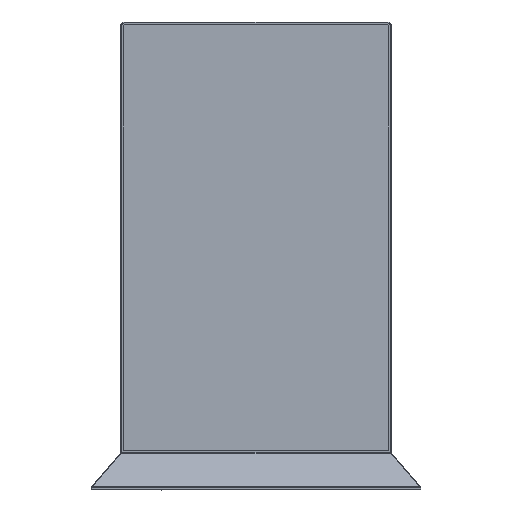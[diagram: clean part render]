
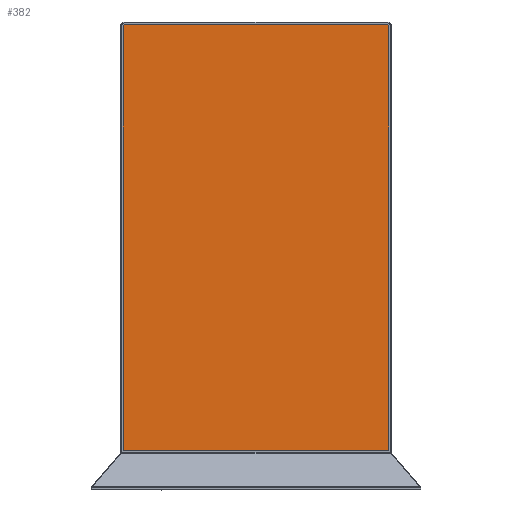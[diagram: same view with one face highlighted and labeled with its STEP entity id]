
A CAD part, top view. The second image highlights one B-rep face of the part: STEP entity #382.
In plain terms, the highlighted planar face has unit normal (0, 0, 1).
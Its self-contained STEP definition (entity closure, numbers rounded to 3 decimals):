
#115=CIRCLE('',#2153,1.197);
#116=CIRCLE('',#2154,1.197);
#117=CIRCLE('',#2155,1.197);
#118=CIRCLE('',#2156,1.197);
#382=ADVANCED_FACE('',(#532),#451,.F.);
#451=PLANE('',#2249);
#532=FACE_OUTER_BOUND('',#649,.T.);
#649=EDGE_LOOP('',(#1110,#1111,#1112,#1113,#1114,#1115,#1116,#1117));
#1110=ORIENTED_EDGE('',*,*,#1610,.T.);
#1111=ORIENTED_EDGE('',*,*,#1609,.T.);
#1112=ORIENTED_EDGE('',*,*,#1608,.T.);
#1113=ORIENTED_EDGE('',*,*,#1607,.T.);
#1114=ORIENTED_EDGE('',*,*,#1606,.T.);
#1115=ORIENTED_EDGE('',*,*,#1605,.T.);
#1116=ORIENTED_EDGE('',*,*,#1604,.T.);
#1117=ORIENTED_EDGE('',*,*,#1603,.T.);
#1386=VERTEX_POINT('',#3058);
#1387=VERTEX_POINT('',#3059);
#1388=VERTEX_POINT('',#3061);
#1389=VERTEX_POINT('',#3063);
#1390=VERTEX_POINT('',#3065);
#1391=VERTEX_POINT('',#3067);
#1392=VERTEX_POINT('',#3069);
#1393=VERTEX_POINT('',#3071);
#1603=EDGE_CURVE('',#1386,#1387,#115,.T.);
#1604=EDGE_CURVE('',#1388,#1386,#1901,.T.);
#1605=EDGE_CURVE('',#1389,#1388,#116,.T.);
#1606=EDGE_CURVE('',#1390,#1389,#1902,.T.);
#1607=EDGE_CURVE('',#1391,#1390,#117,.T.);
#1608=EDGE_CURVE('',#1392,#1391,#1903,.T.);
#1609=EDGE_CURVE('',#1393,#1392,#118,.T.);
#1610=EDGE_CURVE('',#1387,#1393,#1904,.T.);
#1901=LINE('',#3060,#2038);
#1902=LINE('',#3064,#2039);
#1903=LINE('',#3068,#2040);
#1904=LINE('',#3072,#2041);
#2038=VECTOR('',#2384,1.);
#2039=VECTOR('',#2387,1.);
#2040=VECTOR('',#2390,1.);
#2041=VECTOR('',#2393,1.);
#2153=AXIS2_PLACEMENT_3D('',#3057,#2382,#2383);
#2154=AXIS2_PLACEMENT_3D('',#3062,#2385,#2386);
#2155=AXIS2_PLACEMENT_3D('',#3066,#2388,#2389);
#2156=AXIS2_PLACEMENT_3D('',#3070,#2391,#2392);
#2249=AXIS2_PLACEMENT_3D('',#4283,#2638,#2639);
#2382=DIRECTION('',(0.,0.,1.));
#2383=DIRECTION('',(-1.,0.,0.));
#2384=DIRECTION('',(1.,0.,0.));
#2385=DIRECTION('',(0.,0.,1.));
#2386=DIRECTION('',(-1.,0.,0.));
#2387=DIRECTION('',(0.,-1.,0.));
#2388=DIRECTION('',(0.,0.,1.));
#2389=DIRECTION('',(-1.,0.,0.));
#2390=DIRECTION('',(-1.,0.,0.));
#2391=DIRECTION('',(0.,0.,1.));
#2392=DIRECTION('',(-1.,0.,0.));
#2393=DIRECTION('',(0.,1.,0.));
#2638=DIRECTION('',(0.,0.,-1.));
#2639=DIRECTION('',(1.,0.,0.));
#3057=CARTESIAN_POINT('',(71.115,-115.084,0.));
#3058=CARTESIAN_POINT('',(71.115,-116.28,0.));
#3059=CARTESIAN_POINT('',(72.312,-115.084,0.));
#3060=CARTESIAN_POINT('',(0.,-116.28,0.));
#3061=CARTESIAN_POINT('',(-71.115,-116.28,0.));
#3062=CARTESIAN_POINT('',(-71.115,-115.084,0.));
#3063=CARTESIAN_POINT('',(-72.312,-115.084,0.));
#3064=CARTESIAN_POINT('',(-72.312,0.,0.));
#3065=CARTESIAN_POINT('',(-72.312,114.615,0.));
#3066=CARTESIAN_POINT('',(-71.115,114.615,0.));
#3067=CARTESIAN_POINT('',(-71.115,115.812,0.));
#3068=CARTESIAN_POINT('',(0.,115.812,0.));
#3069=CARTESIAN_POINT('',(71.115,115.812,0.));
#3070=CARTESIAN_POINT('',(71.115,114.615,0.));
#3071=CARTESIAN_POINT('',(72.312,114.615,0.));
#3072=CARTESIAN_POINT('',(72.312,0.,0.));
#4283=CARTESIAN_POINT('',(0.,0.,0.));
